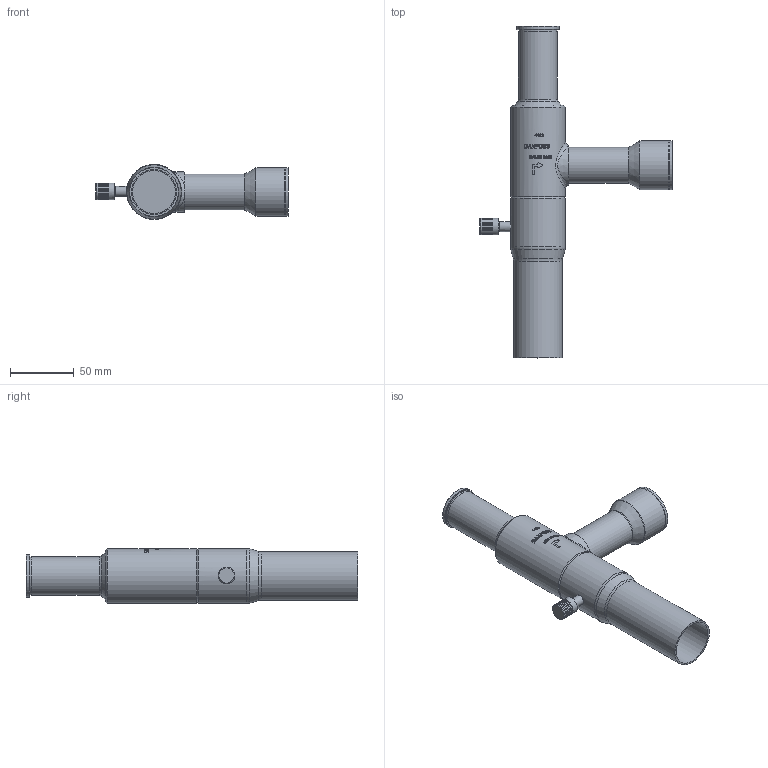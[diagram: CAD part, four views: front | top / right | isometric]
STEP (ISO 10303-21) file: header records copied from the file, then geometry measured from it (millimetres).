
FILE_DESCRIPTION((''),'2;1');
FILE_NAME('WEB034L0100.step','2014-10-09T14:17:37',(''),(''),'Autodesk Inventor 2012','Autodesk Inventor 2012','');
FILE_SCHEMA(('AUTOMOTIVE_DESIGN { 1 2 10303 214 0 1 1 1 }'));
Length unit declared in the file: millimetre
Products named in the file (1): WEB034L0100
Bounding box: 150.45 x 259.85 x 43.01 mm (x, y, z)
Volume: 279456 mm3; surface area: 56453 mm2
Topology: 1 solids, 2 shells, 584 faces, 1481 edges, 982 vertices
Faces by surface type: plane 369, bspline 138, cylinder 57, cone 13, torus 7
Full cylindrical faces by diameter (mm): 7.9 x1, 13 x1, 27 x1, 27.3 x2, 28 x1, 30.4 x1, 30.5 x1, 31 x1, 33 x1, 33.6 x1, 35 x1, 35.15 x1, 38 x2, 38.1 x1, 43 x2
Entity records: 22245 total; most frequent: CARTESIAN_POINT 8696, ORIENTED_EDGE 2870, DIRECTION 2354, EDGE_CURVE 1435, VERTEX_POINT 974, VECTOR 814, LINE 814, AXIS2_PLACEMENT_3D 770
